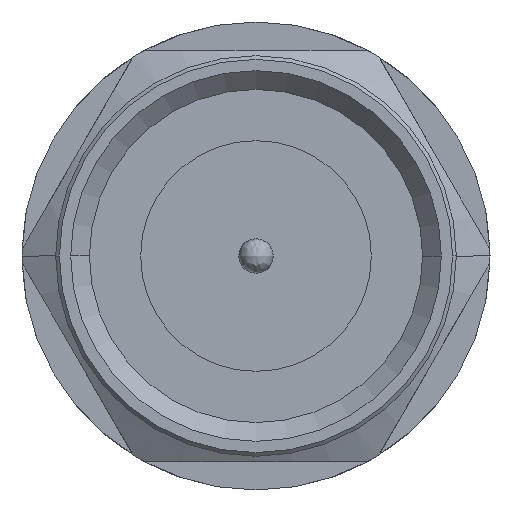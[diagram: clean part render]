
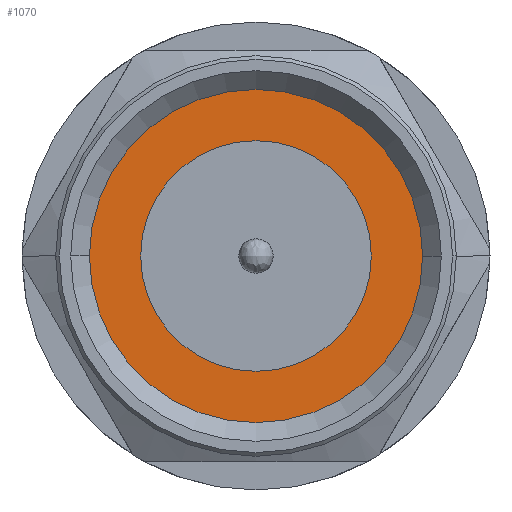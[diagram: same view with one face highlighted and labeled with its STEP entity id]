
A CAD part, left-side view. The second image highlights one B-rep face of the part: STEP entity #1070.
In plain terms, the highlighted planar face has unit normal (-1, 0, 0).
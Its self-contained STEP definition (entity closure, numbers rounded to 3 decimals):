
#17 = EDGE_LOOP ( 'NONE', ( #540, #602 ) ) ;
#28 = ORIENTED_EDGE ( 'NONE', *, *, #1677, .T. ) ;
#95 = CARTESIAN_POINT ( 'NONE',  ( 5.02, 4.72, 0. ) ) ;
#175 = FACE_BOUND ( 'NONE', #17, .T. ) ;
#179 = CIRCLE ( 'NONE', #1761, 4.72 ) ;
#260 = CIRCLE ( 'NONE', #261, 3.08 ) ;
#261 = AXIS2_PLACEMENT_3D ( 'NONE', #1690, #462, #993 ) ;
#303 = EDGE_CURVE ( 'NONE', #487, #1820, #179, .T. ) ;
#352 = DIRECTION ( 'NONE',  ( 0., 1., 0. ) ) ;
#385 = DIRECTION ( 'NONE',  ( 0., 1., 0. ) ) ;
#424 = FACE_OUTER_BOUND ( 'NONE', #1324, .T. ) ;
#462 = DIRECTION ( 'NONE',  ( -1., 0., 0. ) ) ;
#482 = AXIS2_PLACEMENT_3D ( 'NONE', #547, #731, #352 ) ;
#487 = VERTEX_POINT ( 'NONE', #95 ) ;
#540 = ORIENTED_EDGE ( 'NONE', *, *, #1914, .F. ) ;
#543 = DIRECTION ( 'NONE',  ( -1., 0., 0. ) ) ;
#547 = CARTESIAN_POINT ( 'NONE',  ( 5.02, 4.72, 0. ) ) ;
#590 = CARTESIAN_POINT ( 'NONE',  ( 5.02, 0., 0. ) ) ;
#602 = ORIENTED_EDGE ( 'NONE', *, *, #727, .F. ) ;
#665 = VERTEX_POINT ( 'NONE', #2109 ) ;
#727 = EDGE_CURVE ( 'NONE', #665, #1323, #935, .T. ) ;
#731 = DIRECTION ( 'NONE',  ( 1., 0., 0. ) ) ;
#792 = CIRCLE ( 'NONE', #977, 4.72 ) ;
#935 = CIRCLE ( 'NONE', #2095, 3.08 ) ;
#952 = DIRECTION ( 'NONE',  ( -1., 0., 0. ) ) ;
#977 = AXIS2_PLACEMENT_3D ( 'NONE', #1626, #952, #385 ) ;
#993 = DIRECTION ( 'NONE',  ( 0., -1., 0. ) ) ;
#1070 = ADVANCED_FACE ( 'NONE', ( #424, #175 ), #1417, .F. ) ;
#1166 = CARTESIAN_POINT ( 'NONE',  ( 5.02, -3.08, 0. ) ) ;
#1224 = CARTESIAN_POINT ( 'NONE',  ( 5.02, 0., 0. ) ) ;
#1323 = VERTEX_POINT ( 'NONE', #1166 ) ;
#1324 = EDGE_LOOP ( 'NONE', ( #1537, #28 ) ) ;
#1417 = PLANE ( 'NONE',  #482 ) ;
#1427 = DIRECTION ( 'NONE',  ( 0., -1., 0. ) ) ;
#1537 = ORIENTED_EDGE ( 'NONE', *, *, #303, .T. ) ;
#1626 = CARTESIAN_POINT ( 'NONE',  ( 5.02, 0., 0. ) ) ;
#1646 = CARTESIAN_POINT ( 'NONE',  ( 5.02, -4.72, 0. ) ) ;
#1677 = EDGE_CURVE ( 'NONE', #1820, #487, #792, .T. ) ;
#1690 = CARTESIAN_POINT ( 'NONE',  ( 5.02, 0., 0. ) ) ;
#1761 = AXIS2_PLACEMENT_3D ( 'NONE', #590, #1807, #2176 ) ;
#1807 = DIRECTION ( 'NONE',  ( -1., 0., 0. ) ) ;
#1820 = VERTEX_POINT ( 'NONE', #1646 ) ;
#1914 = EDGE_CURVE ( 'NONE', #1323, #665, #260, .T. ) ;
#2095 = AXIS2_PLACEMENT_3D ( 'NONE', #1224, #543, #1427 ) ;
#2109 = CARTESIAN_POINT ( 'NONE',  ( 5.02, 3.08, 0. ) ) ;
#2176 = DIRECTION ( 'NONE',  ( 0., 1., 0. ) ) ;
